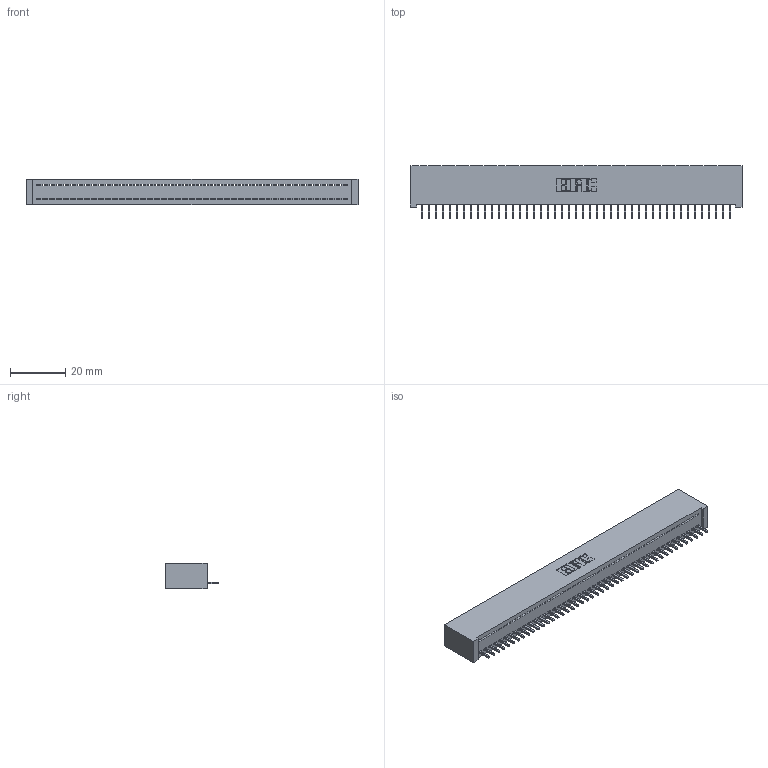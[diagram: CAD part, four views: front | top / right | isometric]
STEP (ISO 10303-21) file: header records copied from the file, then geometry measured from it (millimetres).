
FILE_DESCRIPTION (( 'STEP AP203' ), '1' );
FILE_NAME ('342-045-521-101.STEP', '2018-08-12T15:15:14', ( '' ), ( '' ), 'SwSTEP 2.0', 'SolidWorks 2016', '' );
FILE_SCHEMA (( 'CONFIG_CONTROL_DESIGN' ));
Length unit declared in the file: inch
Products named in the file (3): 342 Part_Lugless; 345-292-001_345-293-121; 342-045-521-101
Assembly tree (46 placements, depth 2):
  342-045-521-101
    342 Part_Lugless
    345-292-001_345-293-121  x45
Bounding box: 120.55 x 19.06 x 9.4 mm (x, y, z)
Volume: 10861.7 mm3; surface area: 15837.7 mm2
Topology: 46 solids, 46 shells, 2712 faces, 8195 edges, 5402 vertices
Faces by surface type: plane 1952, cylinder 760
Entity records: 26731 total; most frequent: CARTESIAN_POINT 4617, ORIENTED_EDGE 4598, DIRECTION 3881, EDGE_CURVE 2299, VECTOR 2179, LINE 2179, VERTEX_POINT 1530, AXIS2_PLACEMENT_3D 851
